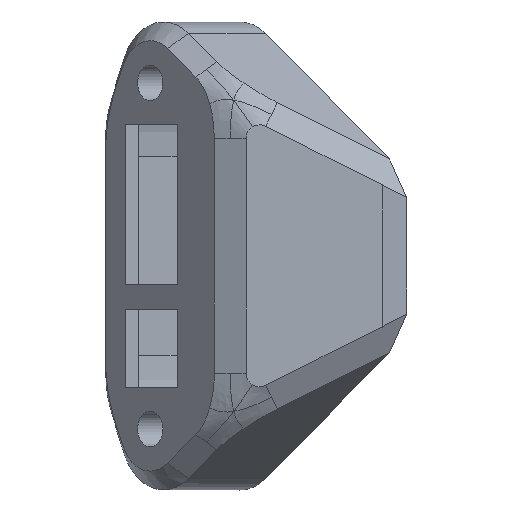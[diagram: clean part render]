
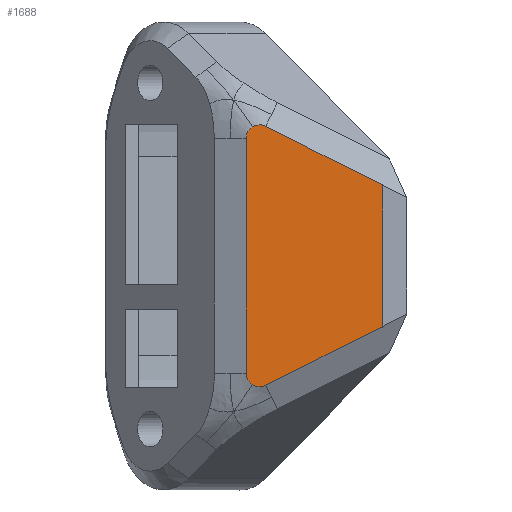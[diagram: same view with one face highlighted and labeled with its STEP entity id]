
A CAD part, top view. The second image highlights one B-rep face of the part: STEP entity #1688.
In plain terms, the highlighted face is planar.
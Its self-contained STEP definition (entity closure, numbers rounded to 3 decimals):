
#62=ELLIPSE('',#1814,0.284,0.2);
#63=ELLIPSE('',#1816,0.284,0.2);
#64=ELLIPSE('',#1817,0.285,0.2);
#65=ELLIPSE('',#1818,0.285,0.2);
#100=PLANE('',#1815);
#178=FACE_OUTER_BOUND('',#281,.T.);
#281=EDGE_LOOP('',(#1468,#1469,#1470,#1471,#1472,#1473,#1474,#1475,#1476,
#1477,#1478,#1479,#1480,#1481));
#343=LINE('',#4663,#502);
#360=LINE('',#4809,#519);
#366=LINE('',#4825,#525);
#441=LINE('',#5016,#600);
#448=LINE('',#5041,#607);
#450=LINE('',#5056,#609);
#502=VECTOR('',#1924,10.);
#519=VECTOR('',#1961,10.);
#525=VECTOR('',#1973,10.);
#600=VECTOR('',#2136,10.);
#607=VECTOR('',#2153,10.);
#609=VECTOR('',#2165,10.);
#631=CIRCLE('',#1733,1.436);
#637=CIRCLE('',#1739,1.436);
#644=CIRCLE('',#1747,1.436);
#646=CIRCLE('',#1754,1.436);
#705=VERTEX_POINT('',#2354);
#706=VERTEX_POINT('',#2361);
#729=VERTEX_POINT('',#3497);
#730=VERTEX_POINT('',#3504);
#754=VERTEX_POINT('',#4645);
#756=VERTEX_POINT('',#4650);
#768=VERTEX_POINT('',#4790);
#779=VERTEX_POINT('',#4823);
#844=VERTEX_POINT('',#5012);
#845=VERTEX_POINT('',#5014);
#851=VERTEX_POINT('',#5038);
#852=VERTEX_POINT('',#5040);
#853=VERTEX_POINT('',#5053);
#854=VERTEX_POINT('',#5055);
#863=EDGE_CURVE('',#706,#705,#631,.T.);
#895=EDGE_CURVE('',#730,#729,#637,.T.);
#931=EDGE_CURVE('',#729,#754,#644,.T.);
#939=EDGE_CURVE('',#756,#730,#343,.T.);
#951=EDGE_CURVE('',#705,#768,#646,.T.);
#960=EDGE_CURVE('',#754,#706,#360,.T.);
#968=EDGE_CURVE('',#768,#779,#366,.T.);
#1063=EDGE_CURVE('',#845,#844,#441,.T.);
#1073=EDGE_CURVE('',#852,#851,#448,.T.);
#1075=EDGE_CURVE('',#756,#851,#62,.T.);
#1077=EDGE_CURVE('',#844,#779,#63,.T.);
#1078=EDGE_CURVE('',#845,#853,#64,.T.);
#1079=EDGE_CURVE('',#853,#854,#450,.T.);
#1080=EDGE_CURVE('',#854,#852,#65,.T.);
#1468=ORIENTED_EDGE('',*,*,#939,.T.);
#1469=ORIENTED_EDGE('',*,*,#895,.T.);
#1470=ORIENTED_EDGE('',*,*,#931,.T.);
#1471=ORIENTED_EDGE('',*,*,#960,.T.);
#1472=ORIENTED_EDGE('',*,*,#863,.T.);
#1473=ORIENTED_EDGE('',*,*,#951,.T.);
#1474=ORIENTED_EDGE('',*,*,#968,.T.);
#1475=ORIENTED_EDGE('',*,*,#1077,.F.);
#1476=ORIENTED_EDGE('',*,*,#1063,.F.);
#1477=ORIENTED_EDGE('',*,*,#1078,.T.);
#1478=ORIENTED_EDGE('',*,*,#1079,.T.);
#1479=ORIENTED_EDGE('',*,*,#1080,.T.);
#1480=ORIENTED_EDGE('',*,*,#1073,.T.);
#1481=ORIENTED_EDGE('',*,*,#1075,.F.);
#1688=ADVANCED_FACE('',(#178),#100,.F.);
#1733=AXIS2_PLACEMENT_3D('',#2362,#1858,#1859);
#1739=AXIS2_PLACEMENT_3D('',#3505,#1880,#1881);
#1747=AXIS2_PLACEMENT_3D('',#4647,#1911,#1912);
#1754=AXIS2_PLACEMENT_3D('',#4792,#1941,#1942);
#1814=AXIS2_PLACEMENT_3D('',#5049,#2156,#2157);
#1815=AXIS2_PLACEMENT_3D('',#5051,#2159,#2160);
#1816=AXIS2_PLACEMENT_3D('',#5052,#2161,#2162);
#1817=AXIS2_PLACEMENT_3D('',#5054,#2163,#2164);
#1818=AXIS2_PLACEMENT_3D('',#5057,#2166,#2167);
#1858=DIRECTION('center_axis',(-0.008,0.,
1.));
#1859=DIRECTION('ref_axis',(0.525,0.851,0.004));
#1880=DIRECTION('center_axis',(-0.008,0.,
1.));
#1881=DIRECTION('ref_axis',(0.525,-0.851,0.004));
#1911=DIRECTION('center_axis',(-0.008,0.,
1.));
#1912=DIRECTION('ref_axis',(0.525,-0.851,0.004));
#1924=DIRECTION('',(0.893,-0.449,0.007));
#1941=DIRECTION('center_axis',(-0.008,0.,
1.));
#1942=DIRECTION('ref_axis',(0.525,0.851,0.004));
#1961=DIRECTION('',(0.,1.,0.));
#1973=DIRECTION('',(-0.893,-0.449,-0.007));
#2136=DIRECTION('',(1.,0.,0.008));
#2153=DIRECTION('',(1.,0.,0.008));
#2156=DIRECTION('center_axis',(0.008,0.,
-1.));
#2157=DIRECTION('ref_axis',(-1.,0.,-0.008));
#2159=DIRECTION('center_axis',(0.008,0.,
-1.));
#2160=DIRECTION('ref_axis',(0.,-1.,0.));
#2161=DIRECTION('center_axis',(0.008,0.,
-1.));
#2162=DIRECTION('ref_axis',(-1.,0.,-0.008));
#2163=DIRECTION('center_axis',(-0.008,0.,1.));
#2164=DIRECTION('ref_axis',(-1.,0.,-0.008));
#2165=DIRECTION('',(0.,-1.,0.));
#2166=DIRECTION('center_axis',(-0.008,0.,1.));
#2167=DIRECTION('ref_axis',(-1.,0.,-0.008));
#2354=CARTESIAN_POINT('',(82.872,13.778,33.704));
#2361=CARTESIAN_POINT('',(83.554,12.556,33.71));
#2362=CARTESIAN_POINT('Origin',(82.118,12.556,33.698));
#3497=CARTESIAN_POINT('',(82.872,-13.779,33.704));
#3504=CARTESIAN_POINT('',(81.473,-13.839,33.693));
#3505=CARTESIAN_POINT('Origin',(82.118,-12.556,33.698));
#4645=CARTESIAN_POINT('',(83.554,-12.556,33.71));
#4647=CARTESIAN_POINT('Origin',(82.118,-12.556,33.698));
#4650=CARTESIAN_POINT('',(69.007,-7.574,33.589));
#4663=CARTESIAN_POINT('',(81.719,-13.963,33.695));
#4790=CARTESIAN_POINT('',(81.473,13.839,33.693));
#4792=CARTESIAN_POINT('Origin',(82.118,12.556,33.698));
#4809=CARTESIAN_POINT('',(83.554,-0.001,33.71));
#4823=CARTESIAN_POINT('',(69.007,7.574,33.589));
#4825=CARTESIAN_POINT('',(72.684,9.422,33.62));
#5012=CARTESIAN_POINT('',(68.973,7.51,33.589));
#5014=CARTESIAN_POINT('',(68.968,7.51,33.589));
#5016=CARTESIAN_POINT('',(68.968,7.51,33.589));
#5038=CARTESIAN_POINT('',(68.973,-7.51,33.589));
#5040=CARTESIAN_POINT('',(68.968,-7.51,33.589));
#5041=CARTESIAN_POINT('',(68.968,-7.51,33.589));
#5049=CARTESIAN_POINT('Origin',(69.252,-7.473,33.591));
#5051=CARTESIAN_POINT('Origin',(75.858,0.,
33.646));
#5052=CARTESIAN_POINT('Origin',(69.252,7.473,33.591));
#5053=CARTESIAN_POINT('',(68.963,7.473,33.589));
#5054=CARTESIAN_POINT('Origin',(69.248,7.473,33.591));
#5055=CARTESIAN_POINT('',(68.963,-7.473,33.589));
#5056=CARTESIAN_POINT('',(68.963,0.,33.589));
#5057=CARTESIAN_POINT('Origin',(69.248,-7.473,33.591));
